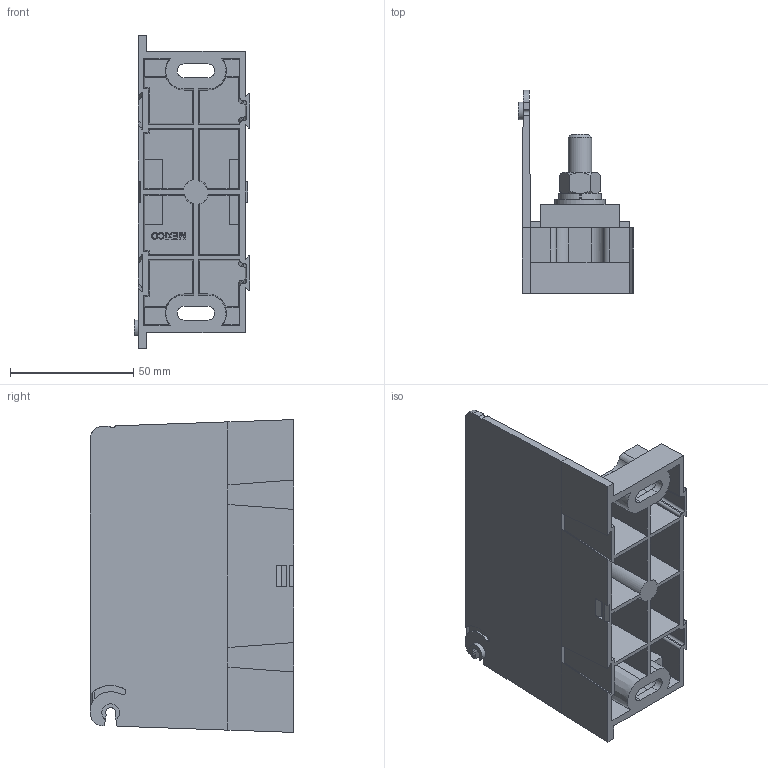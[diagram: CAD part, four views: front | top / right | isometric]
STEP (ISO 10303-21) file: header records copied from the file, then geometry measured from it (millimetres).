
FILE_DESCRIPTION (( 'STEP AP214' ), '1' );
FILE_NAME ('701972rev-ADDER.STEP', '2013-12-11T17:39:08', ( '' ), ( '' ), 'SwSTEP 2.0', 'SolidWorks 2013', '' );
FILE_SCHEMA (( 'AUTOMOTIVE_DESIGN' ));
Length unit declared in the file: inch
Products named in the file (1): 701972rev-ADDER
Bounding box: 46.93 x 82.55 x 127.01 mm (x, y, z)
Volume: 92082.4 mm3; surface area: 65764.3 mm2
Topology: 11 solids, 11 shells, 413 faces, 1054 edges, 685 vertices
Faces by surface type: plane 254, cylinder 85, cone 42, bspline 28, torus 3, sphere 1
Full cylindrical faces by diameter (mm): 4.928 x1, 6.909 x1, 9.525 x4, 9.576 x4, 10.312 x2, 10.795 x1, 14.097 x2, 20.625 x2
Entity records: 20998 total; most frequent: CARTESIAN_POINT 6005, ORIENTED_EDGE 2042, DIRECTION 1757, EDGE_CURVE 1021, VERTEX_POINT 680, LINE 669, VECTOR 669, AXIS2_PLACEMENT_3D 544
